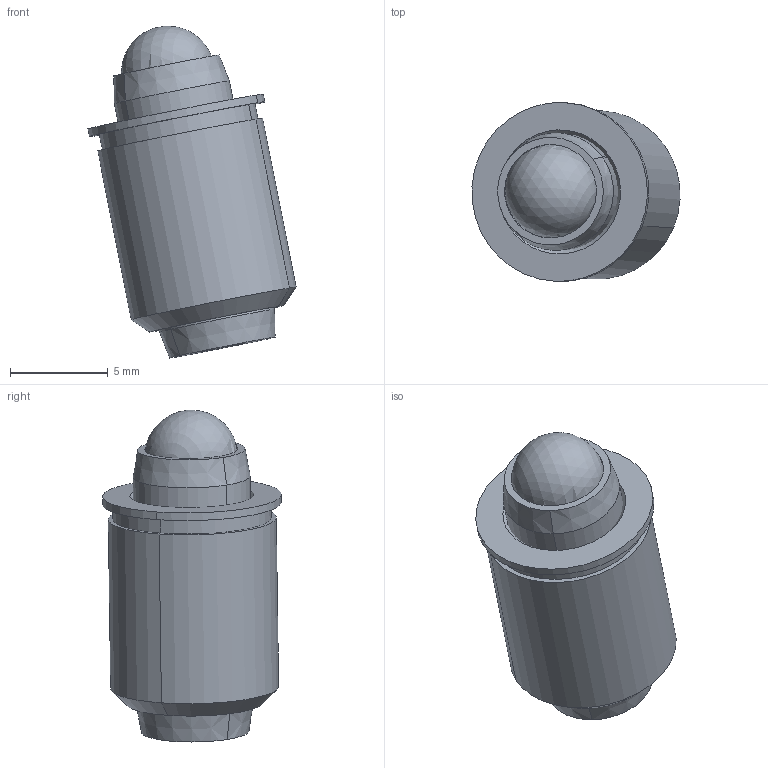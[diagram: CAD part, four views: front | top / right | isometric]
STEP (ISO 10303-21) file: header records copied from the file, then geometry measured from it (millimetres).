
FILE_DESCRIPTION (( 'STEP AP214' ), '1' );
FILE_NAME ('SPM6L17.STEP', '2021-07-09T03:53:08', ( '' ), ( '' ), 'SwSTEP 2.0', 'SolidWorks 2018', '' );
FILE_SCHEMA (( 'AUTOMOTIVE_DESIGN' ));
Length unit declared in the file: millimetre
Products named in the file (1): SPM6L17
Bounding box: 10.63 x 9.14 x 16.97 mm (x, y, z)
Volume: 750 mm3; surface area: 1004.7 mm2
Topology: 3 solids, 3 shells, 42 faces, 96 edges, 57 vertices
Faces by surface type: cone 14, plane 13, cylinder 13, sphere 2
Full cylindrical faces by diameter (mm): 5.75 x1
Entity records: 1612 total; most frequent: CARTESIAN_POINT 209, DIRECTION 196, ORIENTED_EDGE 162, EDGE_CURVE 81, AXIS2_PLACEMENT_3D 80, VERTEX_POINT 53, EDGE_LOOP 52, UNCERTAINTY_MEASURE_WITH_UNIT 47
